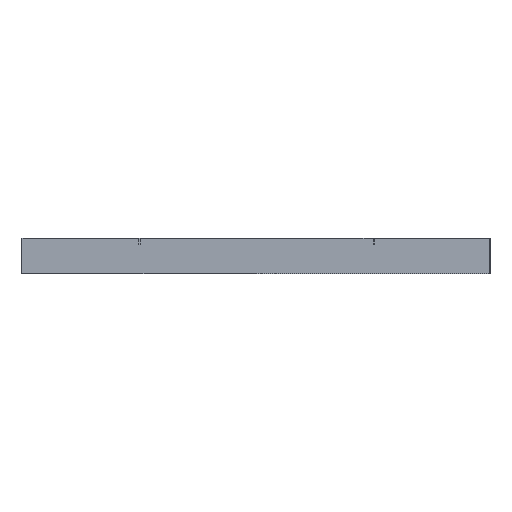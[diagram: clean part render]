
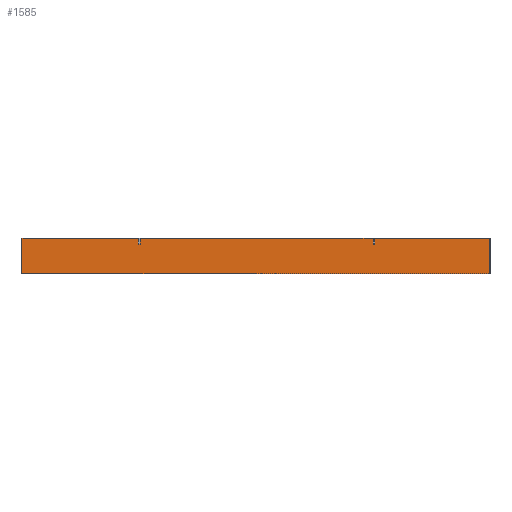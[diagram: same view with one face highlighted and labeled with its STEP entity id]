
A CAD part, left-side view. The second image highlights one B-rep face of the part: STEP entity #1585.
In plain terms, the highlighted planar face has unit normal (-1, 0, 0).
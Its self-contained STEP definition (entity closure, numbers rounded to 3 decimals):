
#34 = VECTOR ( 'NONE', #1525, 1000. ) ;
#133 = EDGE_CURVE ( 'NONE', #2061, #2939, #1429, .T. ) ;
#195 = VERTEX_POINT ( 'NONE', #3478 ) ;
#375 = CARTESIAN_POINT ( 'NONE',  ( -10., -0.073, 0. ) ) ;
#427 = DIRECTION ( 'NONE',  ( 0., 0., -1. ) ) ;
#513 = LINE ( 'NONE', #1044, #2715 ) ;
#627 = VERTEX_POINT ( 'NONE', #1580 ) ;
#634 = CARTESIAN_POINT ( 'NONE',  ( -10., 10., -3. ) ) ;
#646 = EDGE_CURVE ( 'NONE', #3207, #1141, #925, .T. ) ;
#749 = ORIENTED_EDGE ( 'NONE', *, *, #3651, .F. ) ;
#786 = ORIENTED_EDGE ( 'NONE', *, *, #1149, .F. ) ;
#791 = CARTESIAN_POINT ( 'NONE',  ( -10., -29.898, -3. ) ) ;
#837 = DIRECTION ( 'NONE',  ( -1., 0., 0. ) ) ;
#925 = LINE ( 'NONE', #634, #3721 ) ;
#979 = ORIENTED_EDGE ( 'NONE', *, *, #1942, .T. ) ;
#983 = CARTESIAN_POINT ( 'NONE',  ( -10., -29.898, -3. ) ) ;
#998 = CARTESIAN_POINT ( 'NONE',  ( -10., 10., 0. ) ) ;
#1017 = DIRECTION ( 'NONE',  ( 0., -1., 0. ) ) ;
#1022 = CARTESIAN_POINT ( 'NONE',  ( -10., -0.073, -0.5 ) ) ;
#1042 = ORIENTED_EDGE ( 'NONE', *, *, #646, .F. ) ;
#1044 = CARTESIAN_POINT ( 'NONE',  ( -10., -19.927, -3. ) ) ;
#1047 = CARTESIAN_POINT ( 'NONE',  ( -10., -20.073, -0.5 ) ) ;
#1071 = CARTESIAN_POINT ( 'NONE',  ( -10., -29.898, -3. ) ) ;
#1093 = DIRECTION ( 'NONE',  ( 0., 1., 0. ) ) ;
#1094 = CARTESIAN_POINT ( 'NONE',  ( -10., -29.898, 0. ) ) ;
#1099 = EDGE_CURVE ( 'NONE', #627, #2939, #3751, .T. ) ;
#1141 = VERTEX_POINT ( 'NONE', #998 ) ;
#1149 = EDGE_CURVE ( 'NONE', #195, #2429, #3405, .T. ) ;
#1191 = VERTEX_POINT ( 'NONE', #2925 ) ;
#1289 = CARTESIAN_POINT ( 'NONE',  ( -10., -29.898, 0. ) ) ;
#1301 = EDGE_CURVE ( 'NONE', #1191, #2520, #1394, .T. ) ;
#1378 = ORIENTED_EDGE ( 'NONE', *, *, #133, .T. ) ;
#1394 = LINE ( 'NONE', #1094, #1425 ) ;
#1425 = VECTOR ( 'NONE', #1430, 1000. ) ;
#1429 = LINE ( 'NONE', #2298, #3184 ) ;
#1430 = DIRECTION ( 'NONE',  ( 0., -1., 0. ) ) ;
#1481 = LINE ( 'NONE', #3563, #34 ) ;
#1516 = LINE ( 'NONE', #983, #3553 ) ;
#1525 = DIRECTION ( 'NONE',  ( 0., 0., 1. ) ) ;
#1540 = DIRECTION ( 'NONE',  ( 0., 0., 1. ) ) ;
#1549 = AXIS2_PLACEMENT_3D ( 'NONE', #1071, #837, #2866 ) ;
#1580 = CARTESIAN_POINT ( 'NONE',  ( -10., 0.073, 0. ) ) ;
#1585 = ADVANCED_FACE ( 'NONE', ( #2921 ), #3213, .T. ) ;
#1631 = LINE ( 'NONE', #2851, #3701 ) ;
#1711 = VECTOR ( 'NONE', #1973, 1000. ) ;
#1723 = EDGE_CURVE ( 'NONE', #2429, #1191, #1481, .T. ) ;
#1840 = CARTESIAN_POINT ( 'NONE',  ( -10., -0.073, -3. ) ) ;
#1883 = CARTESIAN_POINT ( 'NONE',  ( -10., -19.927, 0. ) ) ;
#1942 = EDGE_CURVE ( 'NONE', #3207, #2646, #1516, .T. ) ;
#1973 = DIRECTION ( 'NONE',  ( 0., 0., 1. ) ) ;
#2061 = VERTEX_POINT ( 'NONE', #1022 ) ;
#2071 = EDGE_LOOP ( 'NONE', ( #2246, #749, #2778, #1378, #2336, #2860, #1042, #979, #2562, #3428, #3307, #786 ) ) ;
#2246 = ORIENTED_EDGE ( 'NONE', *, *, #2891, .F. ) ;
#2272 = LINE ( 'NONE', #791, #1711 ) ;
#2298 = CARTESIAN_POINT ( 'NONE',  ( -10., -29.898, -0.5 ) ) ;
#2336 = ORIENTED_EDGE ( 'NONE', *, *, #1099, .F. ) ;
#2345 = CARTESIAN_POINT ( 'NONE',  ( -10., -29.898, -3. ) ) ;
#2405 = VERTEX_POINT ( 'NONE', #1883 ) ;
#2424 = DIRECTION ( 'NONE',  ( 0., 0., 1. ) ) ;
#2429 = VERTEX_POINT ( 'NONE', #1047 ) ;
#2472 = LINE ( 'NONE', #1289, #3095 ) ;
#2499 = CARTESIAN_POINT ( 'NONE',  ( -10., -29.898, -0.5 ) ) ;
#2520 = VERTEX_POINT ( 'NONE', #2901 ) ;
#2562 = ORIENTED_EDGE ( 'NONE', *, *, #2867, .T. ) ;
#2646 = VERTEX_POINT ( 'NONE', #2345 ) ;
#2675 = VECTOR ( 'NONE', #2852, 1000. ) ;
#2687 = EDGE_CURVE ( 'NONE', #1141, #627, #2472, .T. ) ;
#2695 = VECTOR ( 'NONE', #427, 1000. ) ;
#2715 = VECTOR ( 'NONE', #3761, 1000. ) ;
#2778 = ORIENTED_EDGE ( 'NONE', *, *, #2823, .F. ) ;
#2823 = EDGE_CURVE ( 'NONE', #2061, #3131, #3706, .T. ) ;
#2851 = CARTESIAN_POINT ( 'NONE',  ( -10., -29.898, 0. ) ) ;
#2852 = DIRECTION ( 'NONE',  ( 0., -1., 0. ) ) ;
#2860 = ORIENTED_EDGE ( 'NONE', *, *, #2687, .F. ) ;
#2866 = DIRECTION ( 'NONE',  ( 0., 0., 1. ) ) ;
#2867 = EDGE_CURVE ( 'NONE', #2646, #2520, #2272, .T. ) ;
#2891 = EDGE_CURVE ( 'NONE', #2405, #195, #513, .T. ) ;
#2901 = CARTESIAN_POINT ( 'NONE',  ( -10., -29.898, 0. ) ) ;
#2921 = FACE_OUTER_BOUND ( 'NONE', #2071, .T. ) ;
#2925 = CARTESIAN_POINT ( 'NONE',  ( -10., -20.073, 0. ) ) ;
#2939 = VERTEX_POINT ( 'NONE', #3798 ) ;
#3078 = DIRECTION ( 'NONE',  ( 0., -1., 0. ) ) ;
#3095 = VECTOR ( 'NONE', #3078, 1000. ) ;
#3131 = VERTEX_POINT ( 'NONE', #375 ) ;
#3184 = VECTOR ( 'NONE', #1093, 1000. ) ;
#3207 = VERTEX_POINT ( 'NONE', #3619 ) ;
#3213 = PLANE ( 'NONE',  #1549 ) ;
#3307 = ORIENTED_EDGE ( 'NONE', *, *, #1723, .F. ) ;
#3388 = DIRECTION ( 'NONE',  ( 0., -1., 0. ) ) ;
#3405 = LINE ( 'NONE', #2499, #2675 ) ;
#3415 = VECTOR ( 'NONE', #1540, 1000. ) ;
#3426 = CARTESIAN_POINT ( 'NONE',  ( -10., 0.073, -3. ) ) ;
#3428 = ORIENTED_EDGE ( 'NONE', *, *, #1301, .F. ) ;
#3478 = CARTESIAN_POINT ( 'NONE',  ( -10., -19.927, -0.5 ) ) ;
#3553 = VECTOR ( 'NONE', #3388, 1000. ) ;
#3563 = CARTESIAN_POINT ( 'NONE',  ( -10., -20.073, -3. ) ) ;
#3619 = CARTESIAN_POINT ( 'NONE',  ( -10., 10., -3. ) ) ;
#3651 = EDGE_CURVE ( 'NONE', #3131, #2405, #1631, .T. ) ;
#3701 = VECTOR ( 'NONE', #1017, 1000. ) ;
#3706 = LINE ( 'NONE', #1840, #3415 ) ;
#3721 = VECTOR ( 'NONE', #2424, 1000. ) ;
#3751 = LINE ( 'NONE', #3426, #2695 ) ;
#3761 = DIRECTION ( 'NONE',  ( 0., 0., -1. ) ) ;
#3798 = CARTESIAN_POINT ( 'NONE',  ( -10., 0.073, -0.5 ) ) ;
